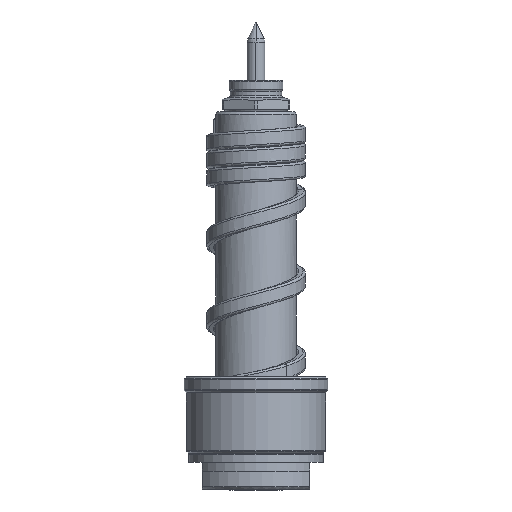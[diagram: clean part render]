
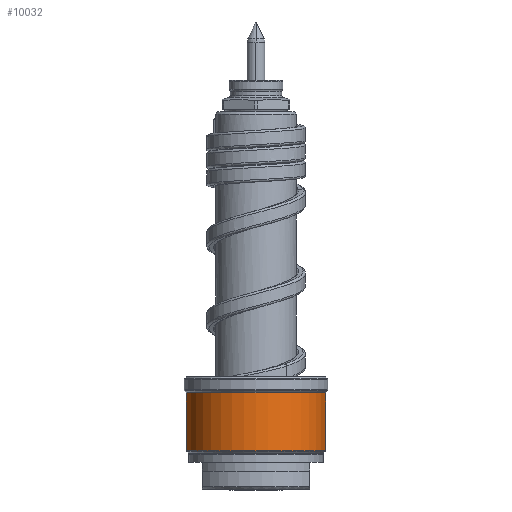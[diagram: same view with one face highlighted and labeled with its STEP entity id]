
A CAD part, front view. The second image highlights one B-rep face of the part: STEP entity #10032.
In plain terms, the highlighted cylindrical face has radius 15.5 mm (diameter 31 mm), a partial arc.
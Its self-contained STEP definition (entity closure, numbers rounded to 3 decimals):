
#2591=CARTESIAN_POINT('',(0.,0.,8.583));
#2592=DIRECTION('',(0.,0.,1.));
#2593=DIRECTION('',(-1.,0.,0.));
#2594=AXIS2_PLACEMENT_3D('',#2591,#2592,#2593);
#2596=DIRECTION('',(0.,0.,-1.));
#2597=VECTOR('',#2596,12.835);
#2598=CARTESIAN_POINT('',(-15.5,0.,21.417));
#2599=LINE('',#2598,#2597);
#2600=CARTESIAN_POINT('',(0.,0.,21.417));
#2601=DIRECTION('',(0.,0.,1.));
#2602=DIRECTION('',(-1.,0.,0.));
#2603=AXIS2_PLACEMENT_3D('',#2600,#2601,#2602);
#2605=DIRECTION('',(0.,0.,-1.));
#2606=VECTOR('',#2605,12.835);
#2607=CARTESIAN_POINT('',(15.5,0.,21.417));
#2608=LINE('',#2607,#2606);
#6263=CARTESIAN_POINT('',(15.5,0.,21.417));
#6264=CARTESIAN_POINT('',(-15.5,0.,21.417));
#6265=VERTEX_POINT('',#6263);
#6266=VERTEX_POINT('',#6264);
#6289=CARTESIAN_POINT('',(15.5,0.,8.583));
#6290=VERTEX_POINT('',#6289);
#6291=CARTESIAN_POINT('',(-15.5,0.,8.583));
#6292=VERTEX_POINT('',#6291);
#10020=CARTESIAN_POINT('',(0.,0.,7.15));
#10021=DIRECTION('',(0.,0.,1.));
#10022=DIRECTION('',(-1.,0.,0.));
#10023=AXIS2_PLACEMENT_3D('',#10020,#10021,#10022);
#10024=CYLINDRICAL_SURFACE('',#10023,15.5);
#10025=ORIENTED_EDGE('',*,*,#9992,.F.);
#10026=ORIENTED_EDGE('',*,*,#10010,.F.);
#10028=ORIENTED_EDGE('',*,*,#10027,.T.);
#10029=ORIENTED_EDGE('',*,*,#10006,.T.);
#10030=EDGE_LOOP('',(#10025,#10026,#10028,#10029));
#10031=FACE_OUTER_BOUND('',#10030,.F.);
#2595=CIRCLE('',#2594,15.5);
#2604=CIRCLE('',#2603,15.5);
#9992=EDGE_CURVE('',#6292,#6290,#2595,.T.);
#10006=EDGE_CURVE('',#6265,#6290,#2608,.T.);
#10010=EDGE_CURVE('',#6266,#6292,#2599,.T.);
#10027=EDGE_CURVE('',#6266,#6265,#2604,.T.);
#10032=ADVANCED_FACE('',(#10031),#10024,.T.);
